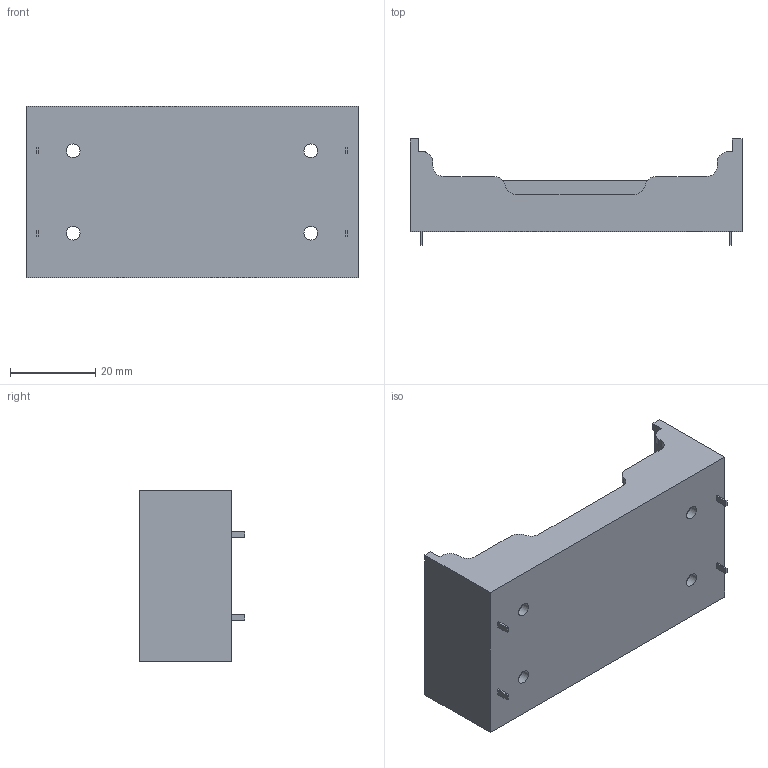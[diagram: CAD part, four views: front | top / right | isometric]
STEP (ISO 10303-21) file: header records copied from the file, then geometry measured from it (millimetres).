
FILE_DESCRIPTION(/* description */ ('Unknown'),/* implementation_level */ '2;1');
FILE_NAME(/* name */ 'BK-18650-PC4',/* time_stamp */ '2018-10-29T19:33:29-04:00',/* author */ ('Unknown'),/* organization */ ('Unknown'),/* preprocessor_version */ 'ST-DEVELOPER v16.7',/* originating_system */ 'DEX',/* authorisation */ $);
FILE_SCHEMA (('AUTOMOTIVE_DESIGN { 1 0 10303 214 3 1 1 }','AUTOMOTIVE_DESIGN {1 0 10303 214 3 1 1}'));
Length unit declared in the file: millimetre
Products named in the file (1): BK-18650-PC4
Bounding box: 77.72 x 24.77 x 40.13 mm (x, y, z)
Volume: 12927.1 mm3; surface area: 15475 mm2
Topology: 1 solids, 21 shells, 472 faces, 1194 edges, 796 vertices
Faces by surface type: plane 371, bspline 63, cylinder 38
Full cylindrical faces by diameter (mm): 3.2 x4
Entity records: 20300 total; most frequent: CARTESIAN_POINT 6716, ORIENTED_EDGE 2372, DIRECTION 1574, EDGE_CURVE 1186, VERTEX_POINT 796, LINE 602, VECTOR 602, EDGE_LOOP 532
